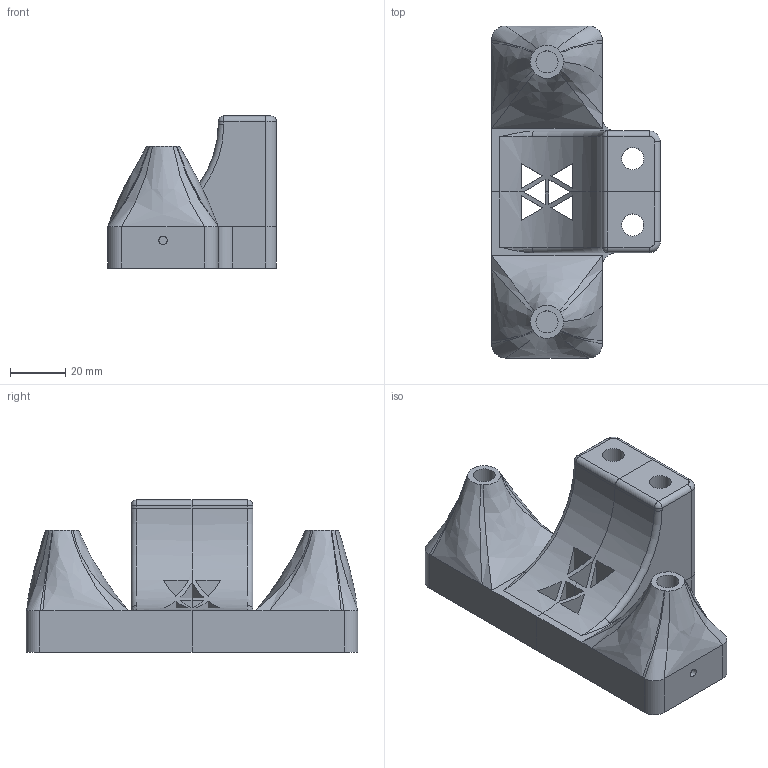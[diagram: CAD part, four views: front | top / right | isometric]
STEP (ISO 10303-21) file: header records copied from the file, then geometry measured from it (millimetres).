
FILE_DESCRIPTION(('FreeCAD Model'),'2;1');
FILE_NAME( 'upperZhold.step', '2015-04-10T14:36:37',('FreeCAD'),('FreeCAD'), 'Open CASCADE STEP processor 6.5','FreeCAD','Unknown');
FILE_SCHEMA(('AUTOMOTIVE_DESIGN_CC2 { 1 2 10303 214 -1 1 5 4 }'));
Length unit declared in the file: millimetre
Products named in the file (1): UpperZhold
Bounding box: 61 x 120 x 55 mm (x, y, z)
Volume: 155402.8 mm3; surface area: 32379.5 mm2
Topology: 1 solids, 1 shells, 118 faces, 310 edges, 194 vertices
Faces by surface type: plane 58, cylinder 30, bspline 24, torus 4, sphere 2
Full cylindrical faces by diameter (mm): 3 x6, 8 x4
Entity records: 13055 total; most frequent: CARTESIAN_POINT 6306, DIRECTION 1000, LINE 636, VECTOR 636, ORIENTED_EDGE 616, PCURVE 616, DEFINITIONAL_REPRESENTATION 616, EDGE_CURVE 308
